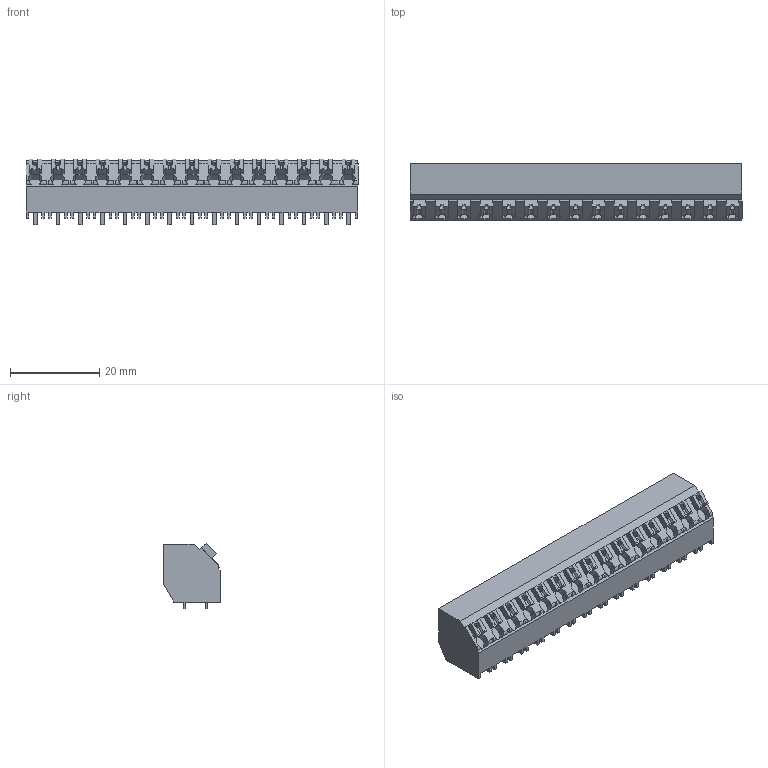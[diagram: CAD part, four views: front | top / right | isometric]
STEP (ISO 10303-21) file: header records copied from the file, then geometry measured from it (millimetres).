
FILE_DESCRIPTION(('CATIA V5 STEP Exchange','CAx-IF Rec.Pracs.--- Model Styling and Organization---1.2---2011-12-15'),'2;1');
FILE_NAME ('D1458408_0_1884710000_1884710000.stp','2018-03-20T12:24:02+00:00',('none'),('Weidmueller'),'CATIA Version 5-6 Release 2014','CATIA V5 STEP AP214','none');
FILE_SCHEMA(('AUTOMOTIVE_DESIGN { 1 0 10303 214 1 1 1 1 }'));
Length unit declared in the file: millimetre
Products named in the file (1): 1884710000
Bounding box: 74.2 x 12.7 x 14.66 mm (x, y, z)
Volume: 8536.4 mm3; surface area: 8016.1 mm2
Topology: 46 solids, 46 shells, 1107 faces, 3143 edges, 2142 vertices
Faces by surface type: plane 1004, cylinder 103
Entity records: 32543 total; most frequent: CARTESIAN_POINT 6324, ORIENTED_EDGE 6286, DIRECTION 3959, EDGE_CURVE 3143, VECTOR 2814, LINE 2814, VERTEX_POINT 2142, EDGE_LOOP 1151
